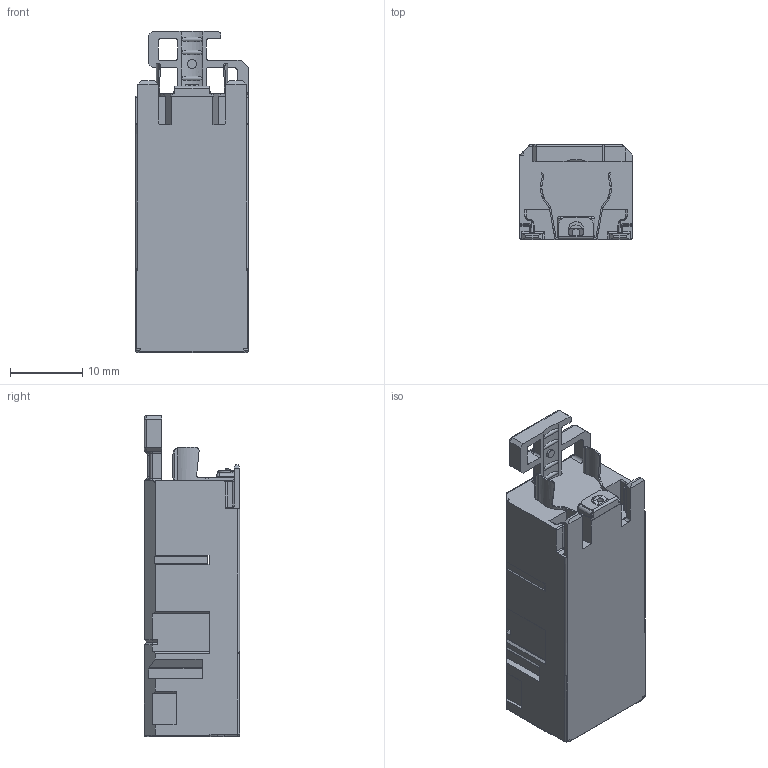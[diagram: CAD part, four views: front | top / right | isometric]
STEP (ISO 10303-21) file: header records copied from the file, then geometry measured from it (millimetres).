
FILE_DESCRIPTION (( 'STEP AP214' ), '1' );
FILE_NAME ('j80029A0000H50.STEP', '2011-03-14T12:26:29', ( 'ich' ), ( 'pp' ), 'SwSTEP 2.0', 'SolidWorks 2010', '' );
FILE_SCHEMA (( 'AUTOMOTIVE_DESIGN' ));
Length unit declared in the file: millimetre
Products named in the file (1): j80029A0000H50
Bounding box: 15.6 x 13.19 x 44.5 mm (x, y, z)
Volume: 5688.3 mm3; surface area: 4380 mm2
Topology: 1 solids, 1 shells, 796 faces, 2144 edges, 1356 vertices
Faces by surface type: plane 433, cylinder 253, bspline 58, torus 41, cone 8, sphere 3
Entity records: 36353 total; most frequent: CARTESIAN_POINT 8147, ORIENTED_EDGE 4262, DIRECTION 3758, EDGE_CURVE 2131, VECTOR 1482, LINE 1482, VERTEX_POINT 1354, AXIS2_PLACEMENT_3D 1138
